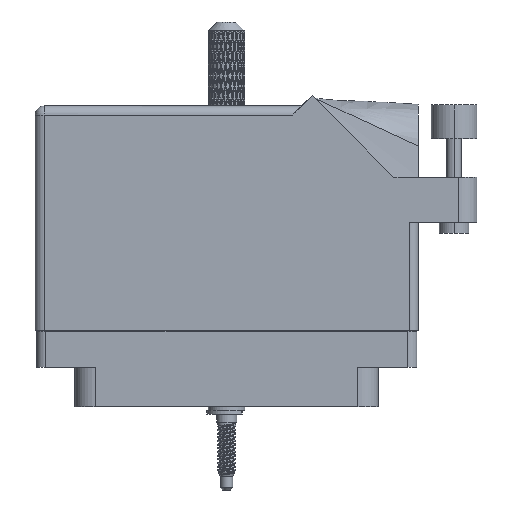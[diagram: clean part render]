
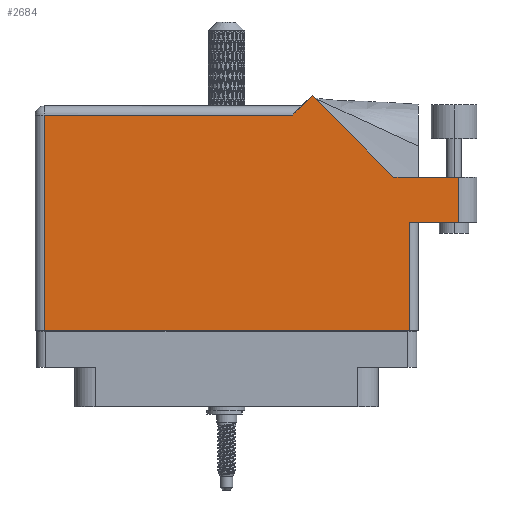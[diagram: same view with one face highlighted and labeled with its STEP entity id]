
A CAD part, front view. The second image highlights one B-rep face of the part: STEP entity #2684.
In plain terms, the highlighted face is planar.
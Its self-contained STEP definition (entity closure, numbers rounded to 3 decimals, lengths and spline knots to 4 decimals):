
#1866 = ORIENTED_EDGE ( 'NONE', *, *, #80592, .T. ) ;
#2272 = DIRECTION ( 'NONE',  ( -1., 0., 0. ) ) ;
#2684 = ADVANCED_FACE ( 'NONE', ( #35832 ), #3454, .F. ) ;
#3454 = PLANE ( 'NONE',  #93747 ) ;
#3541 = VECTOR ( 'NONE', #23838, 39.3701 ) ;
#3874 = LINE ( 'NONE', #53773, #39457 ) ;
#4214 = DIRECTION ( 'NONE',  ( 0., 0., -1. ) ) ;
#7495 = VECTOR ( 'NONE', #41331, 39.3701 ) ;
#8442 = ORIENTED_EDGE ( 'NONE', *, *, #80223, .T. ) ;
#9269 = VECTOR ( 'NONE', #105993, 39.3701 ) ;
#10046 = CARTESIAN_POINT ( 'NONE',  ( -1.244, -0.1, 0.455 ) ) ;
#12573 = EDGE_CURVE ( 'NONE', #23200, #88732, #99838, .T. ) ;
#17029 = EDGE_CURVE ( 'NONE', #64931, #60071, #73625, .T. ) ;
#19884 = EDGE_CURVE ( 'NONE', #60071, #28876, #20640, .T. ) ;
#20640 = LINE ( 'NONE', #88594, #9269 ) ;
#21814 = LINE ( 'NONE', #113487, #26081 ) ;
#22831 = DIRECTION ( 'NONE',  ( -1., 0., 0. ) ) ;
#23200 = VERTEX_POINT ( 'NONE', #71962 ) ;
#23838 = DIRECTION ( 'NONE',  ( 0., -1., 0. ) ) ;
#26081 = VECTOR ( 'NONE', #113882, 39.3701 ) ;
#28876 = VERTEX_POINT ( 'NONE', #56414 ) ;
#30321 = LINE ( 'NONE', #47959, #112609 ) ;
#31817 = DIRECTION ( 'NONE',  ( 0., 1., 0. ) ) ;
#34270 = LINE ( 'NONE', #77557, #108036 ) ;
#34353 = DIRECTION ( 'NONE',  ( -0.707, -0.707, 0. ) ) ;
#35832 = FACE_OUTER_BOUND ( 'NONE', #54837, .T. ) ;
#39457 = VECTOR ( 'NONE', #117201, 39.3701 ) ;
#40088 = ORIENTED_EDGE ( 'NONE', *, *, #91180, .T. ) ;
#40406 = CARTESIAN_POINT ( 'NONE',  ( -1.306, 1.43, 0.455 ) ) ;
#41331 = DIRECTION ( 'NONE',  ( 1., 0., 0. ) ) ;
#41361 = CARTESIAN_POINT ( 'NONE',  ( 1.581, 0.944, 0.455 ) ) ;
#42173 = CARTESIAN_POINT ( 'NONE',  ( -1.244, -0.1, 0.455 ) ) ;
#43104 = CARTESIAN_POINT ( 'NONE',  ( 0.451, 1.368, 0.455 ) ) ;
#47959 = CARTESIAN_POINT ( 'NONE',  ( -1.306, 1.368, 0.455 ) ) ;
#50975 = ORIENTED_EDGE ( 'NONE', *, *, #17029, .T. ) ;
#53773 = CARTESIAN_POINT ( 'NONE',  ( -1.306, -0.1, 0.455 ) ) ;
#54837 = EDGE_LOOP ( 'NONE', ( #74288, #65144, #50975, #90928, #91961, #1866, #40088, #94774, #8442 ) ) ;
#56414 = CARTESIAN_POINT ( 'NONE',  ( 0.5837, 1.5007, 0.455 ) ) ;
#60071 = VERTEX_POINT ( 'NONE', #117715 ) ;
#61194 = CARTESIAN_POINT ( 'NONE',  ( 1.581, 0.944, 0.455 ) ) ;
#61410 = CARTESIAN_POINT ( 'NONE',  ( 1.581, 0.637, 0.455 ) ) ;
#63296 = EDGE_CURVE ( 'NONE', #88732, #64931, #104108, .T. ) ;
#64931 = VERTEX_POINT ( 'NONE', #61194 ) ;
#65144 = ORIENTED_EDGE ( 'NONE', *, *, #63296, .T. ) ;
#67630 = CARTESIAN_POINT ( 'NONE',  ( 1.706, 0.944, 0.455 ) ) ;
#67909 = VERTEX_POINT ( 'NONE', #10046 ) ;
#71452 = VECTOR ( 'NONE', #31817, 39.3701 ) ;
#71962 = CARTESIAN_POINT ( 'NONE',  ( 1.244, 0.637, 0.455 ) ) ;
#72558 = CARTESIAN_POINT ( 'NONE',  ( 1.306, 0.637, 0.455 ) ) ;
#73625 = LINE ( 'NONE', #67630, #111957 ) ;
#74288 = ORIENTED_EDGE ( 'NONE', *, *, #12573, .T. ) ;
#75968 = LINE ( 'NONE', #42173, #3541 ) ;
#77557 = CARTESIAN_POINT ( 'NONE',  ( 0.513, 1.43, 0.455 ) ) ;
#80223 = EDGE_CURVE ( 'NONE', #113028, #23200, #21814, .T. ) ;
#80592 = EDGE_CURVE ( 'NONE', #100785, #86872, #30321, .T. ) ;
#81608 = CARTESIAN_POINT ( 'NONE',  ( -1.244, 1.368, 0.455 ) ) ;
#86872 = VERTEX_POINT ( 'NONE', #81608 ) ;
#88594 = CARTESIAN_POINT ( 'NONE',  ( 1.1404, 0.944, 0.455 ) ) ;
#88732 = VERTEX_POINT ( 'NONE', #61410 ) ;
#89206 = EDGE_CURVE ( 'NONE', #67909, #113028, #3874, .T. ) ;
#90928 = ORIENTED_EDGE ( 'NONE', *, *, #19884, .T. ) ;
#91180 = EDGE_CURVE ( 'NONE', #86872, #67909, #75968, .T. ) ;
#91961 = ORIENTED_EDGE ( 'NONE', *, *, #102601, .T. ) ;
#93747 = AXIS2_PLACEMENT_3D ( 'NONE', #40406, #4214, #22831 ) ;
#94774 = ORIENTED_EDGE ( 'NONE', *, *, #89206, .T. ) ;
#99838 = LINE ( 'NONE', #72558, #7495 ) ;
#100785 = VERTEX_POINT ( 'NONE', #43104 ) ;
#102553 = DIRECTION ( 'NONE',  ( -1., 0., 0. ) ) ;
#102601 = EDGE_CURVE ( 'NONE', #28876, #100785, #34270, .T. ) ;
#104108 = LINE ( 'NONE', #41361, #71452 ) ;
#105993 = DIRECTION ( 'NONE',  ( -0.707, 0.707, 0. ) ) ;
#108036 = VECTOR ( 'NONE', #34353, 39.3701 ) ;
#111957 = VECTOR ( 'NONE', #102553, 39.3701 ) ;
#112609 = VECTOR ( 'NONE', #2272, 39.3701 ) ;
#113028 = VERTEX_POINT ( 'NONE', #113525 ) ;
#113487 = CARTESIAN_POINT ( 'NONE',  ( 1.244, 0.637, 0.455 ) ) ;
#113525 = CARTESIAN_POINT ( 'NONE',  ( 1.244, -0.1, 0.455 ) ) ;
#113882 = DIRECTION ( 'NONE',  ( 0., 1., 0. ) ) ;
#117201 = DIRECTION ( 'NONE',  ( 1., 0., 0. ) ) ;
#117715 = CARTESIAN_POINT ( 'NONE',  ( 1.1404, 0.944, 0.455 ) ) ;
